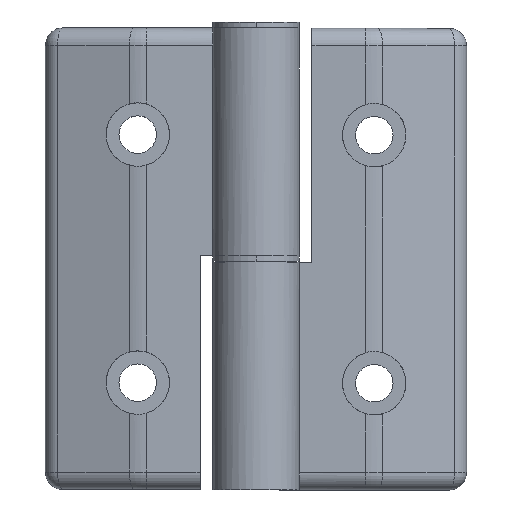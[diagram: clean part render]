
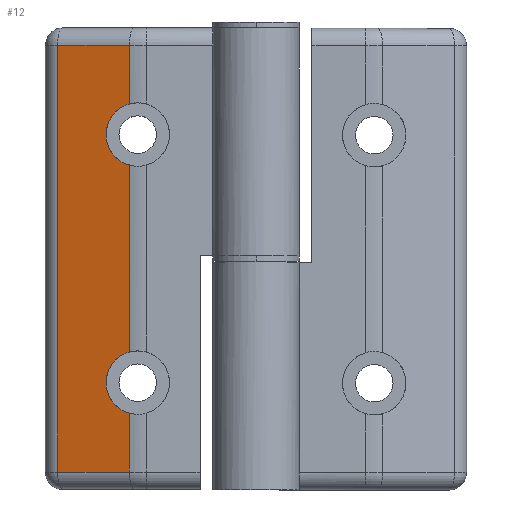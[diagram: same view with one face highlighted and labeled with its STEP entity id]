
A CAD part, top view. The second image highlights one B-rep face of the part: STEP entity #12.
In plain terms, the highlighted planar face has unit normal (-0.292, 0, 0.956).
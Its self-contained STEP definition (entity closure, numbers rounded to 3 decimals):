
#12 = ADVANCED_FACE ( 'NONE', ( #755 ), #537, .F. ) ;
#21 = EDGE_CURVE ( 'NONE', #2401, #2955, #509, .T. ) ;
#77 = ORIENTED_EDGE ( 'NONE', *, *, #1971, .T. ) ;
#78 = CARTESIAN_POINT ( 'NONE',  ( -21.929, 77., -0.437 ) ) ;
#141 = CARTESIAN_POINT ( 'NONE',  ( -26., 15.914, -1.682 ) ) ;
#142 = CARTESIAN_POINT ( 'NONE',  ( -21.929, 56.189, -0.437 ) ) ;
#202 = CARTESIAN_POINT ( 'NONE',  ( -21.929, 80., -0.437 ) ) ;
#218 = VECTOR ( 'NONE', #2399, 1000. ) ;
#222 = CARTESIAN_POINT ( 'NONE',  ( -26., 61.5, -1.682 ) ) ;
#301 =( BOUNDED_CURVE ( )  B_SPLINE_CURVE ( 3, ( #2742, #3269, #2243, #3015 ),
 .UNSPECIFIED., .F., .T. ) 
 B_SPLINE_CURVE_WITH_KNOTS ( ( 4, 4 ),
 ( 3.142, 4.45 ),
 .UNSPECIFIED. ) 
 CURVE ( )  GEOMETRIC_REPRESENTATION_ITEM ( )  RATIONAL_B_SPLINE_CURVE ( ( 1., 0.862, 0.862, 1. ) ) 
 REPRESENTATION_ITEM ( '' )  );
#387 = ORIENTED_EDGE ( 'NONE', *, *, #2598, .T. ) ;
#411 =( BOUNDED_CURVE ( )  B_SPLINE_CURVE ( 3, ( #2380, #2345, #141, #2625 ),
 .UNSPECIFIED., .F., .T. ) 
 B_SPLINE_CURVE_WITH_KNOTS ( ( 4, 4 ),
 ( 1.834, 3.142 ),
 .UNSPECIFIED. ) 
 CURVE ( )  GEOMETRIC_REPRESENTATION_ITEM ( )  RATIONAL_B_SPLINE_CURVE ( ( 1., 0.862, 0.862, 1. ) ) 
 REPRESENTATION_ITEM ( '' )  );
#509 = LINE ( 'NONE', #2285, #1683 ) ;
#537 = PLANE ( 'NONE',  #3290 ) ;
#554 = CARTESIAN_POINT ( 'NONE',  ( -26., 64.086, -1.682 ) ) ;
#620 = CARTESIAN_POINT ( 'NONE',  ( -33.5, 77., -3.974 ) ) ;
#755 = FACE_OUTER_BOUND ( 'NONE', #945, .T. ) ;
#811 = VECTOR ( 'NONE', #1277, 1000. ) ;
#830 = CARTESIAN_POINT ( 'NONE',  ( -21.929, 56.189, -0.437 ) ) ;
#885 = DIRECTION ( 'NONE',  ( 0., 1., 0. ) ) ;
#945 = EDGE_LOOP ( 'NONE', ( #1191, #1343, #2877, #77, #1716, #1828, #1882, #387, #2985, #2431 ) ) ;
#972 = EDGE_CURVE ( 'NONE', #1663, #1927, #1962, .T. ) ;
#1027 = CARTESIAN_POINT ( 'NONE',  ( -36.5, 80., -4.892 ) ) ;
#1106 = VERTEX_POINT ( 'NONE', #1306 ) ;
#1123 = EDGE_CURVE ( 'NONE', #3143, #1361, #1459, .T. ) ;
#1133 = CARTESIAN_POINT ( 'NONE',  ( -24.427, 56.861, -1.201 ) ) ;
#1191 = ORIENTED_EDGE ( 'NONE', *, *, #2876, .T. ) ;
#1197 = CARTESIAN_POINT ( 'NONE',  ( -21.929, 66.811, -0.437 ) ) ;
#1203 = LINE ( 'NONE', #620, #1839 ) ;
#1252 = DIRECTION ( 'NONE',  ( 0., -1., 0. ) ) ;
#1277 = DIRECTION ( 'NONE',  ( 0., 1., 0. ) ) ;
#1306 = CARTESIAN_POINT ( 'NONE',  ( -21.929, 23.811, -0.437 ) ) ;
#1312 = CARTESIAN_POINT ( 'NONE',  ( -26., 18.5, -1.682 ) ) ;
#1343 = ORIENTED_EDGE ( 'NONE', *, *, #2569, .T. ) ;
#1361 = VERTEX_POINT ( 'NONE', #1197 ) ;
#1407 = CARTESIAN_POINT ( 'NONE',  ( -34.377, 77., -4.243 ) ) ;
#1459 =( BOUNDED_CURVE ( )  B_SPLINE_CURVE ( 3, ( #3099, #554, #2338, #1829 ),
 .UNSPECIFIED., .F., .T. ) 
 B_SPLINE_CURVE_WITH_KNOTS ( ( 4, 4 ),
 ( 3.142, 4.45 ),
 .UNSPECIFIED. ) 
 CURVE ( )  GEOMETRIC_REPRESENTATION_ITEM ( )  RATIONAL_B_SPLINE_CURVE ( ( 1., 0.862, 0.862, 1. ) ) 
 REPRESENTATION_ITEM ( '' )  );
#1503 = CARTESIAN_POINT ( 'NONE',  ( -34.377, 3., -4.243 ) ) ;
#1544 = LINE ( 'NONE', #2360, #218 ) ;
#1643 = VECTOR ( 'NONE', #885, 1000. ) ;
#1663 = VERTEX_POINT ( 'NONE', #1821 ) ;
#1683 = VECTOR ( 'NONE', #1252, 1000. ) ;
#1716 = ORIENTED_EDGE ( 'NONE', *, *, #972, .T. ) ;
#1755 = CARTESIAN_POINT ( 'NONE',  ( -36.5, 3., -4.892 ) ) ;
#1821 = CARTESIAN_POINT ( 'NONE',  ( -21.929, 3., -0.437 ) ) ;
#1828 = ORIENTED_EDGE ( 'NONE', *, *, #2902, .T. ) ;
#1829 = CARTESIAN_POINT ( 'NONE',  ( -21.929, 66.811, -0.437 ) ) ;
#1839 = VECTOR ( 'NONE', #2627, 1000. ) ;
#1844 = CARTESIAN_POINT ( 'NONE',  ( -21.929, 80., -0.437 ) ) ;
#1882 = ORIENTED_EDGE ( 'NONE', *, *, #1949, .T. ) ;
#1911 = CARTESIAN_POINT ( 'NONE',  ( -26., 58.914, -1.682 ) ) ;
#1927 = VERTEX_POINT ( 'NONE', #2442 ) ;
#1949 = EDGE_CURVE ( 'NONE', #3053, #1106, #301, .T. ) ;
#1962 = LINE ( 'NONE', #202, #811 ) ;
#1971 = EDGE_CURVE ( 'NONE', #2955, #1663, #1998, .T. ) ;
#1998 = LINE ( 'NONE', #1755, #2803 ) ;
#2130 = CARTESIAN_POINT ( 'NONE',  ( -26., 61.5, -1.682 ) ) ;
#2243 = CARTESIAN_POINT ( 'NONE',  ( -24.427, 23.139, -1.201 ) ) ;
#2249 = DIRECTION ( 'NONE',  ( 0.292, 0., -0.956 ) ) ;
#2285 = CARTESIAN_POINT ( 'NONE',  ( -34.377, 80., -4.243 ) ) ;
#2338 = CARTESIAN_POINT ( 'NONE',  ( -24.427, 66.139, -1.201 ) ) ;
#2345 = CARTESIAN_POINT ( 'NONE',  ( -24.427, 13.861, -1.201 ) ) ;
#2360 = CARTESIAN_POINT ( 'NONE',  ( -21.929, 80., -0.437 ) ) ;
#2377 = VERTEX_POINT ( 'NONE', #830 ) ;
#2380 = CARTESIAN_POINT ( 'NONE',  ( -21.929, 13.189, -0.437 ) ) ;
#2399 = DIRECTION ( 'NONE',  ( 0., 1., 0. ) ) ;
#2401 = VERTEX_POINT ( 'NONE', #1407 ) ;
#2431 = ORIENTED_EDGE ( 'NONE', *, *, #1123, .T. ) ;
#2442 = CARTESIAN_POINT ( 'NONE',  ( -21.929, 13.189, -0.437 ) ) ;
#2569 = EDGE_CURVE ( 'NONE', #2599, #2401, #1203, .T. ) ;
#2598 = EDGE_CURVE ( 'NONE', #1106, #2377, #3192, .T. ) ;
#2599 = VERTEX_POINT ( 'NONE', #78 ) ;
#2601 = EDGE_CURVE ( 'NONE', #2377, #3143, #3024, .T. ) ;
#2625 = CARTESIAN_POINT ( 'NONE',  ( -26., 18.5, -1.682 ) ) ;
#2627 = DIRECTION ( 'NONE',  ( -0.956, 0., -0.292 ) ) ;
#2742 = CARTESIAN_POINT ( 'NONE',  ( -26., 18.5, -1.682 ) ) ;
#2773 = DIRECTION ( 'NONE',  ( 0.956, 0., 0.292 ) ) ;
#2803 = VECTOR ( 'NONE', #2773, 1000. ) ;
#2876 = EDGE_CURVE ( 'NONE', #1361, #2599, #1544, .T. ) ;
#2877 = ORIENTED_EDGE ( 'NONE', *, *, #21, .T. ) ;
#2902 = EDGE_CURVE ( 'NONE', #1927, #3053, #411, .T. ) ;
#2955 = VERTEX_POINT ( 'NONE', #1503 ) ;
#2985 = ORIENTED_EDGE ( 'NONE', *, *, #2601, .T. ) ;
#3015 = CARTESIAN_POINT ( 'NONE',  ( -21.929, 23.811, -0.437 ) ) ;
#3024 =( BOUNDED_CURVE ( )  B_SPLINE_CURVE ( 3, ( #142, #1133, #1911, #2130 ),
 .UNSPECIFIED., .F., .T. ) 
 B_SPLINE_CURVE_WITH_KNOTS ( ( 4, 4 ),
 ( 1.834, 3.142 ),
 .UNSPECIFIED. ) 
 CURVE ( )  GEOMETRIC_REPRESENTATION_ITEM ( )  RATIONAL_B_SPLINE_CURVE ( ( 1., 0.862, 0.862, 1. ) ) 
 REPRESENTATION_ITEM ( '' )  );
#3053 = VERTEX_POINT ( 'NONE', #1312 ) ;
#3099 = CARTESIAN_POINT ( 'NONE',  ( -26., 61.5, -1.682 ) ) ;
#3143 = VERTEX_POINT ( 'NONE', #222 ) ;
#3192 = LINE ( 'NONE', #1844, #1643 ) ;
#3260 = DIRECTION ( 'NONE',  ( -0.956, 0., -0.292 ) ) ;
#3269 = CARTESIAN_POINT ( 'NONE',  ( -26., 21.086, -1.682 ) ) ;
#3290 = AXIS2_PLACEMENT_3D ( 'NONE', #1027, #2249, #3260 ) ;
